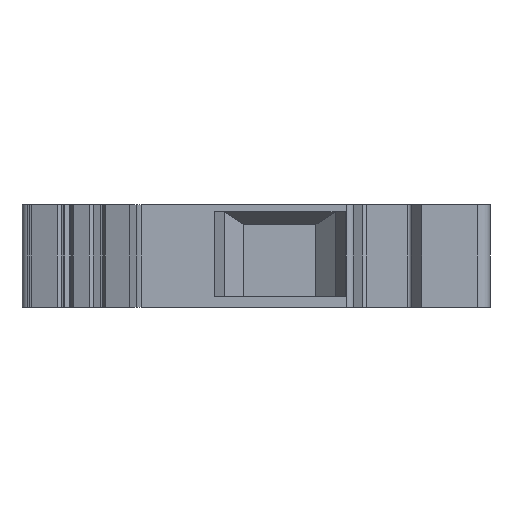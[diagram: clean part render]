
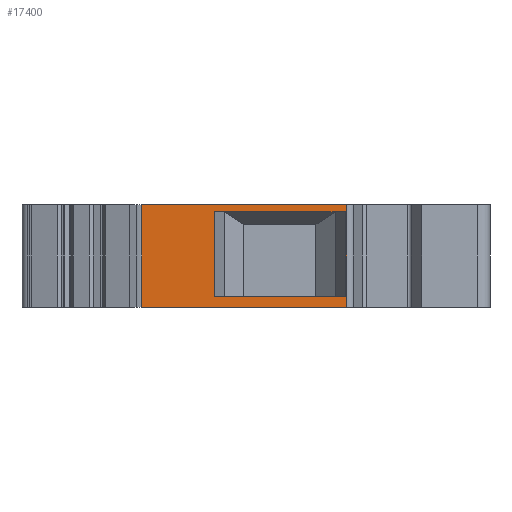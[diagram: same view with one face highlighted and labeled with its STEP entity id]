
A CAD part, left-side view. The second image highlights one B-rep face of the part: STEP entity #17400.
In plain terms, the highlighted planar face has unit normal (-1, 0, 0).
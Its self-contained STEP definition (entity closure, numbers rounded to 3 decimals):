
#16540=CARTESIAN_POINT('',(-23.25,10.814,-12.));
#16550=VERTEX_POINT('',#16540);
#16580=CARTESIAN_POINT('',(-23.25,10.814,0.));
#16590=DIRECTION('',(0.,0.,-1.));
#16600=VECTOR('',#16590,1.);
#16610=LINE('',#16580,#16600);
#16620=CARTESIAN_POINT('',(-23.25,10.814,0.));
#16630=VERTEX_POINT('',#16620);
#16640=EDGE_CURVE('',#16630,#16550,#16610,.T.);
#16760=CARTESIAN_POINT('',(-23.25,17.118,0.));
#16770=DIRECTION('',(-1.,0.,0.));
#16780=DIRECTION('',(0.,1.,0.));
#16790=AXIS2_PLACEMENT_3D('',#16760,#16770,#16780);
#16800=PLANE('',#16790);
#16810=ORIENTED_EDGE('',*,*,#16640,.F.);
#16820=CARTESIAN_POINT('',(-23.25,17.118,-12.));
#16830=DIRECTION('',(0.,-1.,0.));
#16840=VECTOR('',#16830,1.);
#16850=LINE('',#16820,#16840);
#16860=CARTESIAN_POINT('',(-23.25,34.91,-12.));
#16870=VERTEX_POINT('',#16860);
#16880=EDGE_CURVE('',#16870,#16550,#16850,.T.);
#16890=ORIENTED_EDGE('',*,*,#16880,.T.);
#16900=CARTESIAN_POINT('',(-23.25,34.91,0.));
#16910=DIRECTION('',(0.,0.,-1.));
#16920=VECTOR('',#16910,1.);
#16930=LINE('',#16900,#16920);
#16940=CARTESIAN_POINT('',(-23.25,34.91,0.));
#16950=VERTEX_POINT('',#16940);
#16960=EDGE_CURVE('',#16950,#16870,#16930,.T.);
#16970=ORIENTED_EDGE('',*,*,#16960,.T.);
#16980=CARTESIAN_POINT('',(-23.25,17.118,0.));
#16990=DIRECTION('',(0.,-1.,0.));
#17000=VECTOR('',#16990,1.);
#17010=LINE('',#16980,#17000);
#17020=EDGE_CURVE('',#16950,#16630,#17010,.T.);
#17030=ORIENTED_EDGE('',*,*,#17020,.F.);
#17040=EDGE_LOOP('',(#17030,#16970,#16890,#16810));
#17050=FACE_OUTER_BOUND('',#17040,.T.);
#17060=CARTESIAN_POINT('',(-23.25,0.,-10.8));
#17070=DIRECTION('',(0.,-1.,0.));
#17080=VECTOR('',#17070,1.);
#17090=LINE('',#17060,#17080);
#17100=CARTESIAN_POINT('',(-23.25,26.365,-10.8));
#17110=VERTEX_POINT('',#17100);
#17120=CARTESIAN_POINT('',(-23.25,11.035,-10.8));
#17130=VERTEX_POINT('',#17120);
#17140=EDGE_CURVE('',#17110,#17130,#17090,.T.);
#17150=ORIENTED_EDGE('',*,*,#17140,.F.);
#17160=CARTESIAN_POINT('',(-23.25,11.035,0.));
#17170=DIRECTION('',(0.,0.,1.));
#17180=VECTOR('',#17170,1.);
#17190=LINE('',#17160,#17180);
#17200=CARTESIAN_POINT('',(-23.25,11.035,-0.8));
#17210=VERTEX_POINT('',#17200);
#17220=EDGE_CURVE('',#17130,#17210,#17190,.T.);
#17230=ORIENTED_EDGE('',*,*,#17220,.F.);
#17240=CARTESIAN_POINT('',(-23.25,0.,-0.8));
#17250=DIRECTION('',(0.,-1.,0.));
#17260=VECTOR('',#17250,1.);
#17270=LINE('',#17240,#17260);
#17280=CARTESIAN_POINT('',(-23.25,26.365,-0.8));
#17290=VERTEX_POINT('',#17280);
#17300=EDGE_CURVE('',#17290,#17210,#17270,.T.);
#17310=ORIENTED_EDGE('',*,*,#17300,.T.);
#17320=CARTESIAN_POINT('',(-23.25,26.365,0.));
#17330=DIRECTION('',(0.,0.,-1.));
#17340=VECTOR('',#17330,1.);
#17350=LINE('',#17320,#17340);
#17360=EDGE_CURVE('',#17290,#17110,#17350,.T.);
#17370=ORIENTED_EDGE('',*,*,#17360,.F.);
#17380=EDGE_LOOP('',(#17370,#17310,#17230,#17150));
#17390=FACE_BOUND('',#17380,.T.);
#17400=ADVANCED_FACE('',(#17050,#17390),#16800,.T.);
